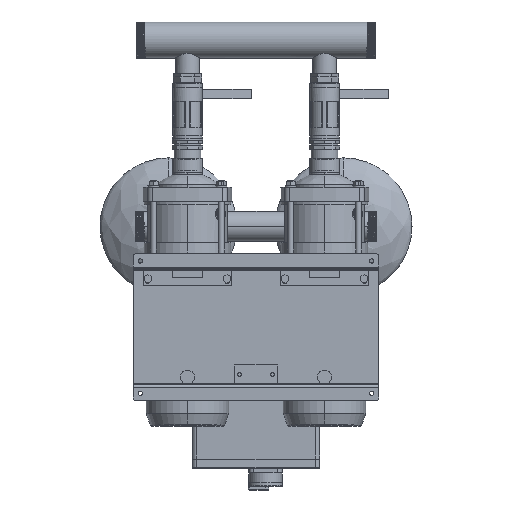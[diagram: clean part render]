
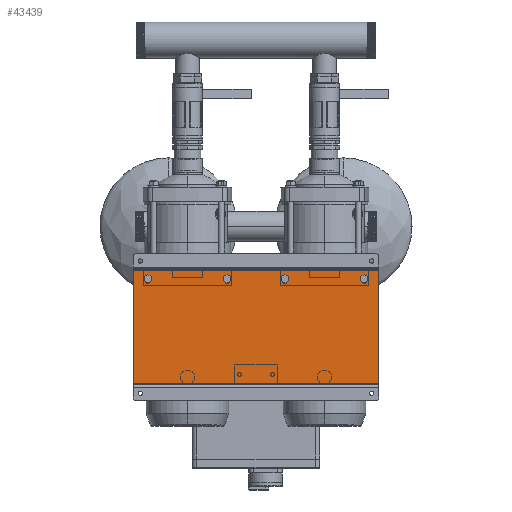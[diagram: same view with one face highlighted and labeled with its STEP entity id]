
A CAD part, front view. The second image highlights one B-rep face of the part: STEP entity #43439.
In plain terms, the highlighted planar face has unit normal (0, -1, 0).
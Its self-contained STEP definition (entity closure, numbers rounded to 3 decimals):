
#1550 = ORIENTED_EDGE ( 'NONE', *, *, #72066, .T. ) ;
#8042 = DIRECTION ( 'NONE',  ( -1., 0., 0. ) ) ;
#11370 = PLANE ( 'NONE',  #26068 ) ;
#12346 = DIRECTION ( 'NONE',  ( -1., 0., 0. ) ) ;
#13341 = CARTESIAN_POINT ( 'NONE',  ( -260., 55., -120. ) ) ;
#16420 = CARTESIAN_POINT ( 'NONE',  ( 260., 55., 120. ) ) ;
#16634 = EDGE_CURVE ( 'NONE', #79190, #94650, #39156, .T. ) ;
#18352 = VECTOR ( 'NONE', #58833, 1000. ) ;
#19293 = VECTOR ( 'NONE', #37897, 1000. ) ;
#23598 = LINE ( 'NONE', #84474, #19293 ) ;
#24809 = VERTEX_POINT ( 'NONE', #93455 ) ;
#25002 = EDGE_CURVE ( 'NONE', #79190, #24809, #23598, .T. ) ;
#26068 = AXIS2_PLACEMENT_3D ( 'NONE', #64326, #80165, #41498 ) ;
#29193 = CARTESIAN_POINT ( 'NONE',  ( -260., 55., 120. ) ) ;
#29386 = CARTESIAN_POINT ( 'NONE',  ( 260., 55., 120. ) ) ;
#34113 = CARTESIAN_POINT ( 'NONE',  ( 260., 55., -120. ) ) ;
#37047 = LINE ( 'NONE', #13341, #18352 ) ;
#37897 = DIRECTION ( 'NONE',  ( 0., 0., -1. ) ) ;
#38566 = ORIENTED_EDGE ( 'NONE', *, *, #25002, .F. ) ;
#39156 = LINE ( 'NONE', #16420, #56080 ) ;
#41498 = DIRECTION ( 'NONE',  ( 0., 0., 1. ) ) ;
#43439 = ADVANCED_FACE ( 'NONE', ( #58791 ), #11370, .F. ) ;
#48604 = ORIENTED_EDGE ( 'NONE', *, *, #16634, .T. ) ;
#50057 = ORIENTED_EDGE ( 'NONE', *, *, #67871, .F. ) ;
#56080 = VECTOR ( 'NONE', #8042, 1000. ) ;
#56358 = VECTOR ( 'NONE', #12346, 1000. ) ;
#57831 = LINE ( 'NONE', #34113, #56358 ) ;
#58791 = FACE_OUTER_BOUND ( 'NONE', #63851, .T. ) ;
#58833 = DIRECTION ( 'NONE',  ( 0., 0., -1. ) ) ;
#63851 = EDGE_LOOP ( 'NONE', ( #1550, #50057, #38566, #48604 ) ) ;
#64326 = CARTESIAN_POINT ( 'NONE',  ( 260., 55., -120. ) ) ;
#67871 = EDGE_CURVE ( 'NONE', #24809, #86681, #57831, .T. ) ;
#72066 = EDGE_CURVE ( 'NONE', #94650, #86681, #37047, .T. ) ;
#79190 = VERTEX_POINT ( 'NONE', #29386 ) ;
#80165 = DIRECTION ( 'NONE',  ( 0., 1., 0. ) ) ;
#84474 = CARTESIAN_POINT ( 'NONE',  ( 260., 55., 120. ) ) ;
#85887 = CARTESIAN_POINT ( 'NONE',  ( -260., 55., -120. ) ) ;
#86681 = VERTEX_POINT ( 'NONE', #85887 ) ;
#93455 = CARTESIAN_POINT ( 'NONE',  ( 260., 55., -120. ) ) ;
#94650 = VERTEX_POINT ( 'NONE', #29193 ) ;
